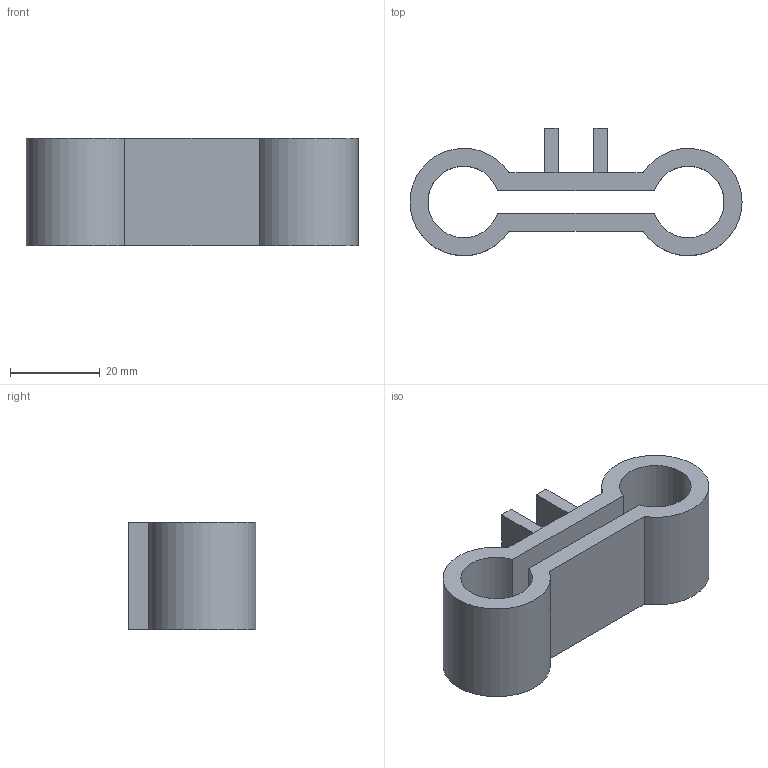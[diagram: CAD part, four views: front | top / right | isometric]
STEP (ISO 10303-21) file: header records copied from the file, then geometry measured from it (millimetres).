
FILE_DESCRIPTION(('FreeCAD Model'),'2;1');
FILE_NAME('vibration_damper.step', '2018-12-28T14:52:05',('Felix Morgner'),(''), 'Open CASCADE STEP processor 7.3','FreeCAD','Unknown');
FILE_SCHEMA(('AUTOMOTIVE_DESIGN { 1 0 10303 214 1 1 1 1 }'));
Length unit declared in the file: millimetre
Products named in the file (3): Vibration_Damper; Damper
Assembly tree (2 placements, depth 2):
  Vibration_Damper
    Damper
    Vibration_Damper
Bounding box: 74.17 x 28.49 x 24 mm (x, y, z)
Volume: 35843.4 mm3; surface area: 21401.3 mm2
Topology: 2 solids, 2 shells, 40 faces, 100 edges, 64 vertices
Faces by surface type: plane 32, cylinder 8
Entity records: 2586 total; most frequent: CARTESIAN_POINT 479, DIRECTION 390, LINE 268, VECTOR 268, ORIENTED_EDGE 200, PCURVE 200, DEFINITIONAL_REPRESENTATION 200, EDGE_CURVE 100
